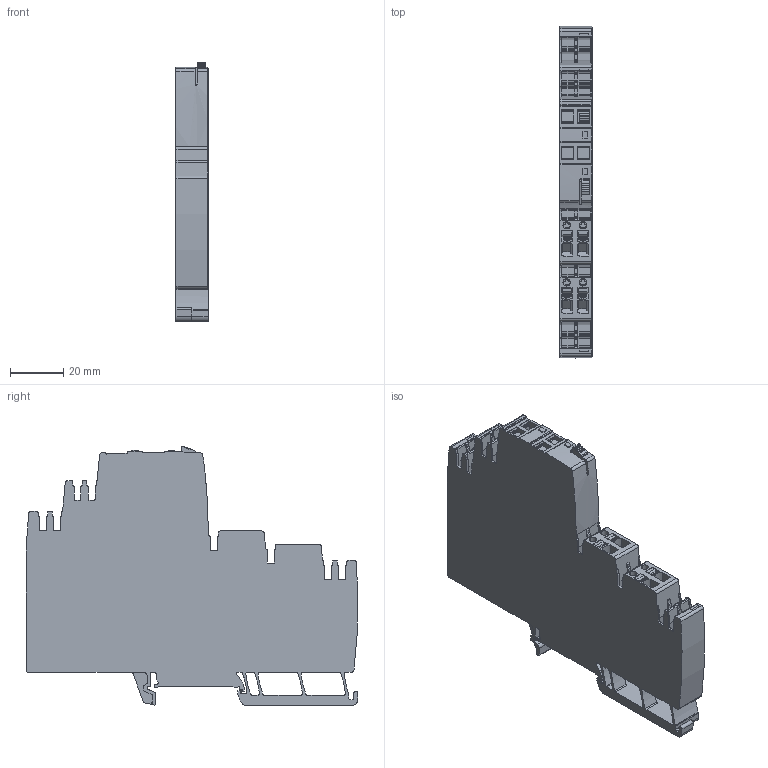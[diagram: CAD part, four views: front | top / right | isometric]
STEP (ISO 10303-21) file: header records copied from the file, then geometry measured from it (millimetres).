
FILE_DESCRIPTION(('CATIA V5 STEP Exchange','CAx-IF Rec.Pracs.--- Model Styling and Organization---1.4--- 2014-01-23'),'2;1');
FILE_NAME ('1407456-2_0_2838520000_S3D_AMG_ELM-18.stp','2022-11-30T05:33:44+00:00',('none'),('Weidmueller'),'CATIA Version 5-6 Release 2016 SP3 HF44','CATIA V5 STEP AP214','none');
FILE_SCHEMA(('AUTOMOTIVE_DESIGN { 1 0 10303 214 1 1 1 1 }'));
Length unit declared in the file: millimetre
Products named in the file (1): S3D_AMG_ELM-18
Bounding box: 12.1 x 125.07 x 97.53 mm (x, y, z)
Volume: 94389.2 mm3; surface area: 30722.8 mm2
Topology: 11 solids, 11 shells, 1471 faces, 4477 edges, 3063 vertices
Faces by surface type: plane 816, cylinder 596, extrusion 57, bspline 2
Entity records: 51819 total; most frequent: CARTESIAN_POINT 11717, ORIENTED_EDGE 8954, DIRECTION 6478, EDGE_CURVE 4476, VERTEX_POINT 3061, VECTOR 2999, LINE 2942, AXIS2_PLACEMENT_3D 2338
